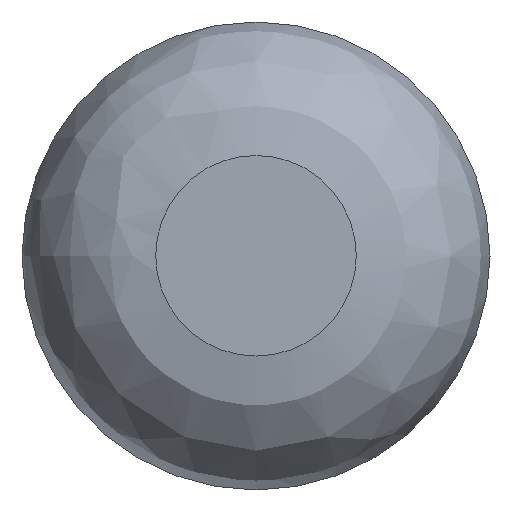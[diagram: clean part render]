
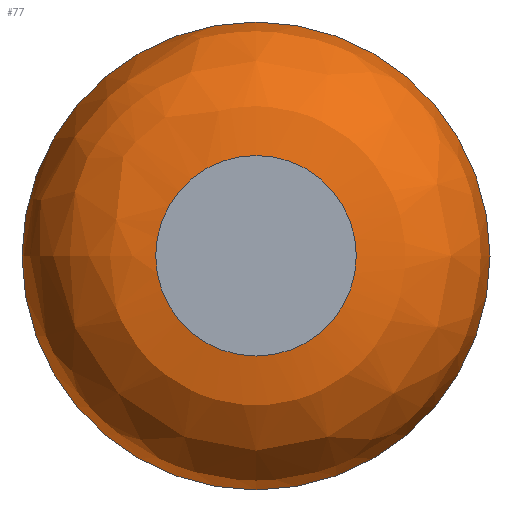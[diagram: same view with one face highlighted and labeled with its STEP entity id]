
A CAD part, top view. The second image highlights one B-rep face of the part: STEP entity #77.
In plain terms, the highlighted free-form (B-spline) face has degree [2, 2] with [3, 9] control points.
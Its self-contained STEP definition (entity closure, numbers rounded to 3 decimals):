
#16=(
BOUNDED_SURFACE()
B_SPLINE_SURFACE(2,2,((#143,#144,#145,#146,#147,#148,#149,#150,#151),(#152,
#153,#154,#155,#156,#157,#158,#159,#160),(#161,#162,#163,#164,#165,#166,
#167,#168,#169)),.UNSPECIFIED.,.F.,.T.,.F.)
B_SPLINE_SURFACE_WITH_KNOTS((3,3),(3,2,2,2,3),(0.,1.571),(-3.142,
-1.571,0.,1.571,3.142),.UNSPECIFIED.)
GEOMETRIC_REPRESENTATION_ITEM()
RATIONAL_B_SPLINE_SURFACE(((1.,0.707,1.,0.707,1.,
0.707,1.,0.707,1.),(0.707,0.5,
0.707,0.5,0.707,0.5,
0.707,0.5,0.707),(1.,0.707,
1.,0.707,1.,0.707,1.,0.707,1.)))
REPRESENTATION_ITEM('')
SURFACE()
);
#24=FACE_OUTER_BOUND('',#30,.T.);
#30=EDGE_LOOP('',(#66,#67,#68,#69));
#41=CIRCLE('',#100,0.75);
#42=CIRCLE('',#101,1.);
#43=CIRCLE('',#102,1.75);
#47=VERTEX_POINT('',#170);
#48=VERTEX_POINT('',#172);
#54=EDGE_CURVE('',#47,#47,#41,.T.);
#55=EDGE_CURVE('',#47,#48,#42,.T.);
#56=EDGE_CURVE('',#48,#48,#43,.T.);
#66=ORIENTED_EDGE('',*,*,#54,.T.);
#67=ORIENTED_EDGE('',*,*,#55,.T.);
#68=ORIENTED_EDGE('',*,*,#56,.T.);
#69=ORIENTED_EDGE('',*,*,#55,.F.);
#77=ADVANCED_FACE('',(#24),#16,.F.);
#100=AXIS2_PLACEMENT_3D('',#171,#121,#122);
#101=AXIS2_PLACEMENT_3D('',#173,#123,#124);
#102=AXIS2_PLACEMENT_3D('',#174,#125,#126);
#121=DIRECTION('center_axis',(0.,0.,-1.));
#122=DIRECTION('ref_axis',(1.,0.,0.));
#123=DIRECTION('center_axis',(0.,-1.,0.));
#124=DIRECTION('ref_axis',(-1.,0.,0.));
#125=DIRECTION('center_axis',(0.,0.,1.));
#126=DIRECTION('ref_axis',(1.,0.,0.));
#143=CARTESIAN_POINT('Ctrl Pts',(-1.75,0.,0.));
#144=CARTESIAN_POINT('Ctrl Pts',(-1.75,-1.75,0.));
#145=CARTESIAN_POINT('Ctrl Pts',(0.,-1.75,0.));
#146=CARTESIAN_POINT('Ctrl Pts',(1.75,-1.75,0.));
#147=CARTESIAN_POINT('Ctrl Pts',(1.75,0.,0.));
#148=CARTESIAN_POINT('Ctrl Pts',(1.75,1.75,0.));
#149=CARTESIAN_POINT('Ctrl Pts',(0.,1.75,0.));
#150=CARTESIAN_POINT('Ctrl Pts',(-1.75,1.75,0.));
#151=CARTESIAN_POINT('Ctrl Pts',(-1.75,0.,0.));
#152=CARTESIAN_POINT('Ctrl Pts',(-1.75,0.,1.));
#153=CARTESIAN_POINT('Ctrl Pts',(-1.75,-1.75,1.));
#154=CARTESIAN_POINT('Ctrl Pts',(0.,-1.75,1.));
#155=CARTESIAN_POINT('Ctrl Pts',(1.75,-1.75,1.));
#156=CARTESIAN_POINT('Ctrl Pts',(1.75,0.,1.));
#157=CARTESIAN_POINT('Ctrl Pts',(1.75,1.75,1.));
#158=CARTESIAN_POINT('Ctrl Pts',(0.,1.75,1.));
#159=CARTESIAN_POINT('Ctrl Pts',(-1.75,1.75,1.));
#160=CARTESIAN_POINT('Ctrl Pts',(-1.75,0.,1.));
#161=CARTESIAN_POINT('Ctrl Pts',(-0.75,0.,1.));
#162=CARTESIAN_POINT('Ctrl Pts',(-0.75,-0.75,1.));
#163=CARTESIAN_POINT('Ctrl Pts',(0.,-0.75,1.));
#164=CARTESIAN_POINT('Ctrl Pts',(0.75,-0.75,1.));
#165=CARTESIAN_POINT('Ctrl Pts',(0.75,0.,1.));
#166=CARTESIAN_POINT('Ctrl Pts',(0.75,0.75,1.));
#167=CARTESIAN_POINT('Ctrl Pts',(0.,0.75,1.));
#168=CARTESIAN_POINT('Ctrl Pts',(-0.75,0.75,1.));
#169=CARTESIAN_POINT('Ctrl Pts',(-0.75,0.,1.));
#170=CARTESIAN_POINT('',(-0.75,0.,1.));
#171=CARTESIAN_POINT('Origin',(0.,0.,1.));
#172=CARTESIAN_POINT('',(-1.75,0.,0.));
#173=CARTESIAN_POINT('Origin',(-0.75,0.,0.));
#174=CARTESIAN_POINT('Origin',(0.,0.,0.));
